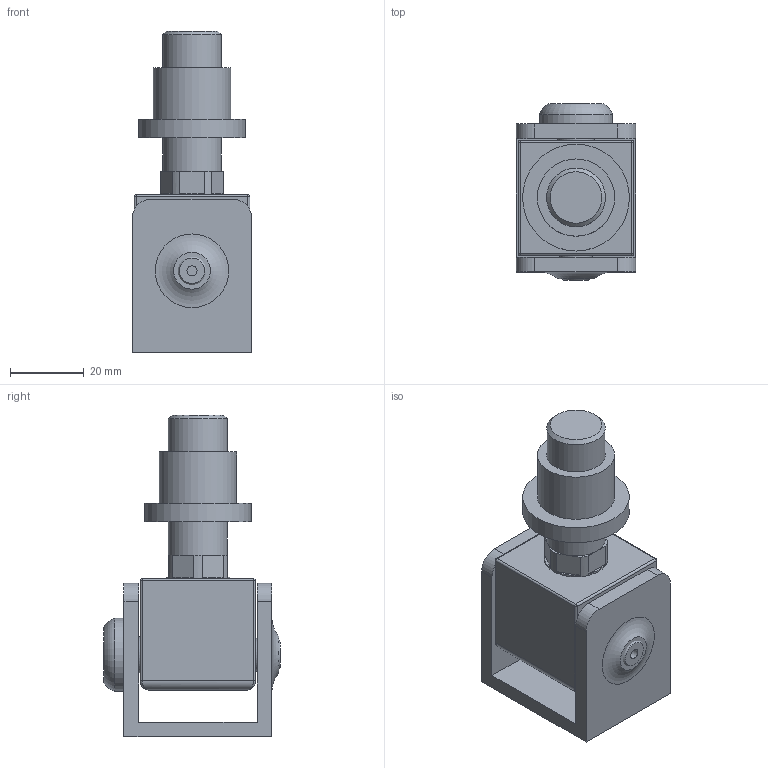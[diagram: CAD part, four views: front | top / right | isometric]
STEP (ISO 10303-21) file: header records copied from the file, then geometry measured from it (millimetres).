
FILE_DESCRIPTION (( 'STEP AP203' ), '1' );
FILE_NAME ('123-M16-VA.STEP', '2022-03-02T08:14:22', ( '' ), ( '' ), 'SwSTEP 2.0', 'SolidWorks 2018', '' );
FILE_SCHEMA (( 'CONFIG_CONTROL_DESIGN' ));
Length unit declared in the file: millimetre
Products named in the file (5): 123-M16-VA; 123-MXX-VA Teil2_123-M16-VA Teil2; 123-MXX-VA Teil4_123-M16-VA Teil4; 123-MXX-VA Teil3_123-M16-VA Teil3; 123-MXX-VA Teil1_123-M16-VA Teil1
Assembly tree (4 placements, depth 2):
  123-M16-VA
    123-MXX-VA Teil1_123-M16-VA Teil1
    123-MXX-VA Teil2_123-M16-VA Teil2
    123-MXX-VA Teil3_123-M16-VA Teil3
    123-MXX-VA Teil4_123-M16-VA Teil4
Bounding box: 32.4 x 48 x 87.4 mm (x, y, z)
Volume: 60086.3 mm3; surface area: 22661.4 mm2
Topology: 4 solids, 4 shells, 358 faces, 929 edges, 604 vertices
Faces by surface type: plane 216, bspline 101, cylinder 29, cone 6, sphere 4, torus 2
Full cylindrical faces by diameter (mm): 2.75 x1, 6.8 x1, 8.9 x1, 9.8 x1, 10 x3, 14 x1, 16 x1, 17.3 x1, 19.8 x1, 21 x1, 29 x1
Entity records: 15463 total; most frequent: CARTESIAN_POINT 6980, ORIENTED_EDGE 1786, DIRECTION 1296, EDGE_CURVE 893, VECTOR 614, LINE 614, VERTEX_POINT 597, EDGE_LOOP 422
